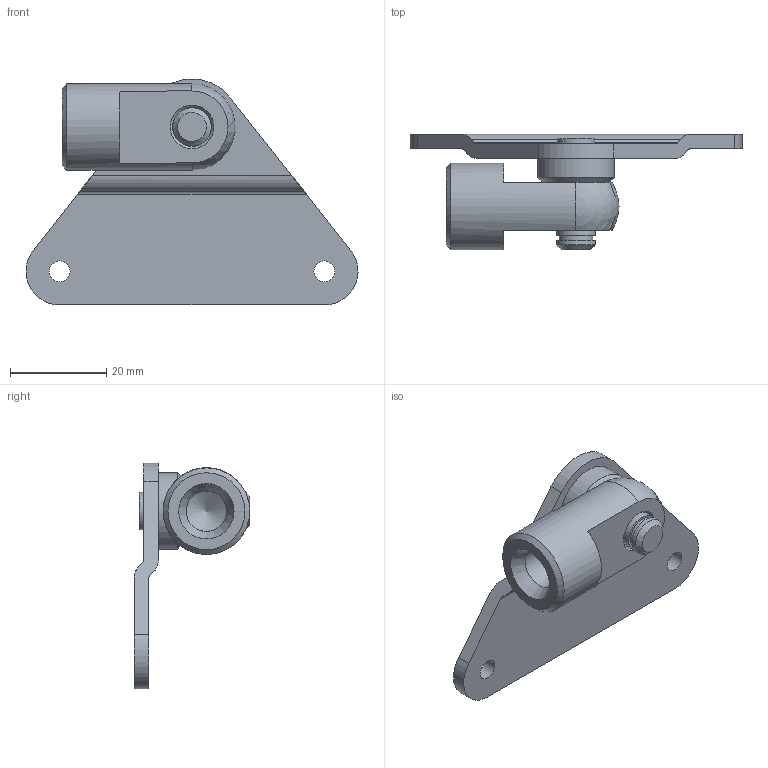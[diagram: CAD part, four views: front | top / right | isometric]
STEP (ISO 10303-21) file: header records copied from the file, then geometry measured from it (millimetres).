
FILE_DESCRIPTION(('FreeCAD Model'),'2;1');
FILE_NAME('(1200N) Eye and side bracket 14mm rod.stp','2016-02-23T19:30:06',('Author'),(''), 'Open CASCADE STEP processor 6.8','FreeCAD','Unknown');
FILE_SCHEMA(('AUTOMOTIVE_DESIGN_CC2 { 1 2 10303 214 -1 1 5 4 }'));
Length unit declared in the file: millimetre
Products named in the file (3): BA01_Z; BA01_Z001; Baugruppe2
Bounding box: 69 x 24 x 46.97 mm (x, y, z)
Volume: 13260.2 mm3; surface area: 8618.3 mm2
Topology: 3 solids, 3 shells, 46 faces, 106 edges, 68 vertices
Faces by surface type: plane 20, cylinder 18, cone 7, sphere 1
Full cylindrical faces by diameter (mm): 4.3 x2, 7 x1, 7.8 x1, 8 x2, 8.1 x2, 8.376 x1, 16 x1, 18 x1
Entity records: 4539 total; most frequent: CARTESIAN_POINT 2506, DIRECTION 335, ORIENTED_EDGE 206, PCURVE 206, DEFINITIONAL_REPRESENTATION 206, LINE 120, VECTOR 120, EDGE_CURVE 103
